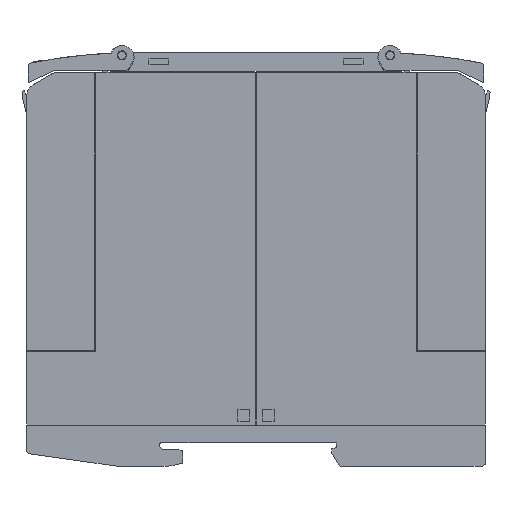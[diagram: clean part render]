
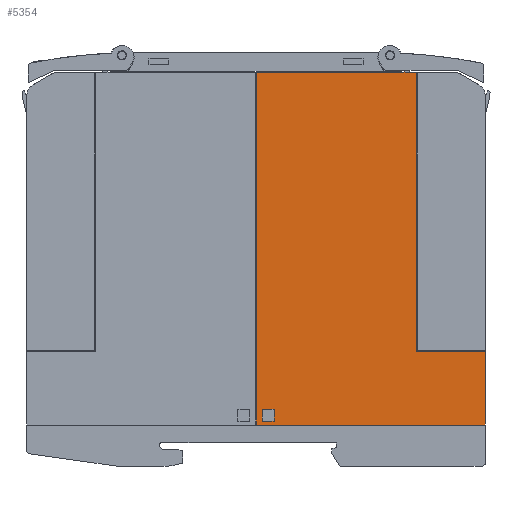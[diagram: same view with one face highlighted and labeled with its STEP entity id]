
A CAD part, left-side view. The second image highlights one B-rep face of the part: STEP entity #5354.
In plain terms, the highlighted planar face has unit normal (-1, 0, 0).
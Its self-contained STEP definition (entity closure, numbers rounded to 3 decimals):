
#5354=ADVANCED_FACE('',(#10906,#10907),#10908,.T.);
#10906=FACE_BOUND('',#16525,.T.);
#10907=FACE_OUTER_BOUND('',#16526,.T.);
#10908=PLANE('',#16527);
#16525=EDGE_LOOP('',(#33544,#33545,#33546,#33547));
#16526=EDGE_LOOP('',(#33548,#33549,#33550,#33551,#33552,#33553));
#16527=AXIS2_PLACEMENT_3D('',#33554,#33555,#33556);
#33544=ORIENTED_EDGE('',*,*,#40854,.T.);
#33545=ORIENTED_EDGE('',*,*,#40830,.T.);
#33546=ORIENTED_EDGE('',*,*,#40838,.T.);
#33547=ORIENTED_EDGE('',*,*,#40851,.T.);
#33548=ORIENTED_EDGE('',*,*,#36288,.T.);
#33549=ORIENTED_EDGE('',*,*,#36314,.T.);
#33550=ORIENTED_EDGE('',*,*,#40861,.T.);
#33551=ORIENTED_EDGE('',*,*,#40844,.F.);
#33552=ORIENTED_EDGE('',*,*,#40862,.T.);
#33553=ORIENTED_EDGE('',*,*,#40857,.T.);
#33554=CARTESIAN_POINT('',(0.0,25.949,9.001));
#33555=DIRECTION('',(-1.0,0.0,0.0));
#33556=DIRECTION('',(0.0,-1.0,0.0));
#36288=EDGE_CURVE('',#44268,#44272,#44274,.T.);
#36314=EDGE_CURVE('',#44272,#44324,#44325,.T.);
#40830=EDGE_CURVE('',#51002,#51000,#51003,.T.);
#40838=EDGE_CURVE('',#51000,#51011,#51013,.T.);
#40844=EDGE_CURVE('',#51022,#51024,#51025,.T.);
#40851=EDGE_CURVE('',#51011,#51034,#51036,.T.);
#40854=EDGE_CURVE('',#51034,#51002,#51039,.T.);
#40857=EDGE_CURVE('',#51042,#44268,#51043,.T.);
#40861=EDGE_CURVE('',#44324,#51024,#51048,.T.);
#40862=EDGE_CURVE('',#51022,#51042,#51049,.T.);
#44268=VERTEX_POINT('',#56489);
#44272=VERTEX_POINT('',#56495);
#44274=LINE('',#56498,#56499);
#44324=VERTEX_POINT('',#56573);
#44325=LINE('',#56574,#56575);
#51000=VERTEX_POINT('',#66624);
#51002=VERTEX_POINT('',#66627);
#51003=LINE('',#66628,#66629);
#51011=VERTEX_POINT('',#66641);
#51013=LINE('',#66644,#66645);
#51022=VERTEX_POINT('',#66657);
#51024=VERTEX_POINT('',#66660);
#51025=LINE('',#66661,#66662);
#51034=VERTEX_POINT('',#66675);
#51036=LINE('',#66678,#66679);
#51039=LINE('',#66683,#66684);
#51042=VERTEX_POINT('',#66687);
#51043=LINE('',#66688,#66689);
#51048=LINE('',#66696,#66697);
#51049=LINE('',#66698,#66699);
#56489=CARTESIAN_POINT('',(0.0,0.999,25.101));
#56495=CARTESIAN_POINT('',(0.0,16.099,25.101));
#56498=CARTESIAN_POINT('',(0.0,17.224,25.101));
#56499=VECTOR('',#69243,1.0);
#56573=CARTESIAN_POINT('',(0.0,16.099,85.801));
#56574=CARTESIAN_POINT('',(0.0,16.099,32.226));
#56575=VECTOR('',#69268,1.0);
#66624=CARTESIAN_POINT('',(0.0,46.999,12.401));
#66627=CARTESIAN_POINT('',(0.0,49.599,12.401));
#66628=CARTESIAN_POINT('',(0.0,37.124,12.401));
#66629=VECTOR('',#73556,1.0);
#66641=CARTESIAN_POINT('',(0.0,46.999,9.801));
#66644=CARTESIAN_POINT('',(0.0,46.999,10.051));
#66645=VECTOR('',#73562,1.0);
#66657=CARTESIAN_POINT('',(0.0,50.899,9.001));
#66660=CARTESIAN_POINT('',(0.0,50.899,85.801));
#66661=CARTESIAN_POINT('',(0.0,50.899,9.001));
#66662=VECTOR('',#73567,1.0);
#66675=CARTESIAN_POINT('',(0.0,49.599,9.801));
#66678=CARTESIAN_POINT('',(0.0,37.124,9.801));
#66679=VECTOR('',#73573,1.0);
#66683=CARTESIAN_POINT('',(0.0,49.599,10.051));
#66684=VECTOR('',#73575,1.0);
#66687=CARTESIAN_POINT('',(0.0,0.999,9.001));
#66688=CARTESIAN_POINT('',(0.0,0.999,9.001));
#66689=VECTOR('',#73576,1.0);
#66696=CARTESIAN_POINT('',(0.0,50.899,85.801));
#66697=VECTOR('',#73579,1.0);
#66698=CARTESIAN_POINT('',(0.0,50.899,9.001));
#66699=VECTOR('',#73580,1.0);
#69243=DIRECTION('',(0.0,1.0,-0.0));
#69268=DIRECTION('',(0.0,0.0,1.0));
#73556=DIRECTION('',(-0.0,-1.0,-0.0));
#73562=DIRECTION('',(-0.0,-0.0,-1.0));
#73567=DIRECTION('',(0.0,0.0,1.0));
#73573=DIRECTION('',(0.0,1.0,-0.0));
#73575=DIRECTION('',(0.0,0.0,1.0));
#73576=DIRECTION('',(0.0,0.0,1.0));
#73579=DIRECTION('',(0.0,1.0,-0.0));
#73580=DIRECTION('',(0.0,-1.0,0.0));
